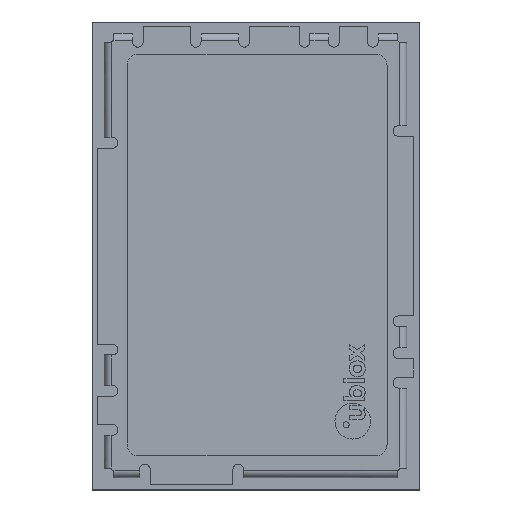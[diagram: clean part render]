
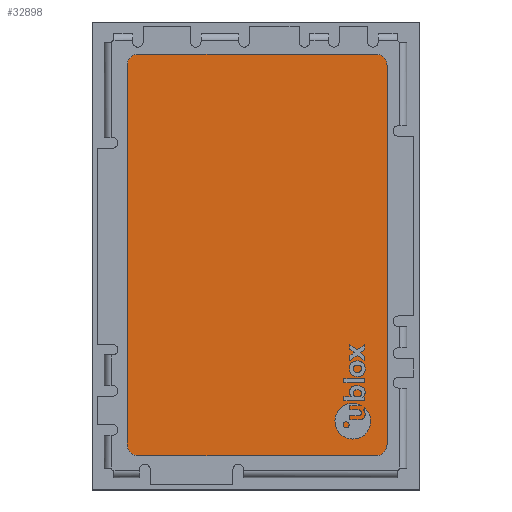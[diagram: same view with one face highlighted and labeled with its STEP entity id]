
A CAD part, top view. The second image highlights one B-rep face of the part: STEP entity #32898.
In plain terms, the highlighted planar face has unit normal (0, 0, 1).
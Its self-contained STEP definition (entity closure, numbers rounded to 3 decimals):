
#35 = CARTESIAN_POINT ( 'NONE',  ( -0.5, 10.5, 0. ) ) ;
#969 = ORIENTED_EDGE ( 'NONE', *, *, #6833, .T. ) ;
#1006 = DIRECTION ( 'NONE',  ( 0., 0., 1. ) ) ;
#1560 = CARTESIAN_POINT ( 'NONE',  ( 16.5, 10.5, 0. ) ) ;
#1622 = EDGE_CURVE ( 'NONE', #30446, #18527, #7994, .T. ) ;
#1624 = EDGE_CURVE ( 'NONE', #34836, #7455, #33800, .T. ) ;
#2709 = VERTEX_POINT ( 'NONE', #11879 ) ;
#2786 = DIRECTION ( 'NONE',  ( 0., -1., 0. ) ) ;
#2887 = CIRCLE ( 'NONE', #22225, 0.5 ) ;
#3516 = DIRECTION ( 'NONE',  ( 1., 0., 0. ) ) ;
#3673 = ORIENTED_EDGE ( 'NONE', *, *, #1624, .T. ) ;
#3833 = DIRECTION ( 'NONE',  ( -1., 0., 0. ) ) ;
#4340 = CARTESIAN_POINT ( 'NONE',  ( 16., 10.5, 0. ) ) ;
#4808 = DIRECTION ( 'NONE',  ( 1., 0., 0. ) ) ;
#5436 = DIRECTION ( 'NONE',  ( 1., 0., 0. ) ) ;
#5684 = AXIS2_PLACEMENT_3D ( 'NONE', #25873, #30947, #23578 ) ;
#5744 = VERTEX_POINT ( 'NONE', #1560 ) ;
#5769 = EDGE_CURVE ( 'NONE', #24609, #5744, #31796, .T. ) ;
#6040 = CARTESIAN_POINT ( 'NONE',  ( 16.5, 0.5, 0. ) ) ;
#6312 = LINE ( 'NONE', #21503, #34667 ) ;
#6519 = CARTESIAN_POINT ( 'NONE',  ( 0., 0.5, 0. ) ) ;
#6833 = EDGE_CURVE ( 'NONE', #2709, #24609, #21347, .T. ) ;
#7394 = EDGE_CURVE ( 'NONE', #7455, #30446, #29935, .T. ) ;
#7455 = VERTEX_POINT ( 'NONE', #17106 ) ;
#7481 = ORIENTED_EDGE ( 'NONE', *, *, #30522, .T. ) ;
#7849 = VERTEX_POINT ( 'NONE', #20551 ) ;
#7994 = CIRCLE ( 'NONE', #21783, 0.5 ) ;
#8558 = VECTOR ( 'NONE', #9349, 1000. ) ;
#9142 = DIRECTION ( 'NONE',  ( 0., 0., 1. ) ) ;
#9206 = CARTESIAN_POINT ( 'NONE',  ( 16., 0.5, 0. ) ) ;
#9265 = DIRECTION ( 'NONE',  ( 1., 0., 0. ) ) ;
#9349 = DIRECTION ( 'NONE',  ( 0., 1., 0. ) ) ;
#9823 = CARTESIAN_POINT ( 'NONE',  ( 16.5, 0.5, 0. ) ) ;
#11086 = ORIENTED_EDGE ( 'NONE', *, *, #1622, .T. ) ;
#11879 = CARTESIAN_POINT ( 'NONE',  ( 16., 0., 0. ) ) ;
#12327 = EDGE_CURVE ( 'NONE', #18527, #2709, #6312, .T. ) ;
#12335 = CARTESIAN_POINT ( 'NONE',  ( 0., 0., 0. ) ) ;
#13279 = DIRECTION ( 'NONE',  ( 0., 0., 1. ) ) ;
#15754 = DIRECTION ( 'NONE',  ( 0., 0., 1. ) ) ;
#16182 = VECTOR ( 'NONE', #3833, 1000. ) ;
#17106 = CARTESIAN_POINT ( 'NONE',  ( -0.5, 10.5, 0. ) ) ;
#17718 = AXIS2_PLACEMENT_3D ( 'NONE', #9206, #13279, #5436 ) ;
#18527 = VERTEX_POINT ( 'NONE', #12335 ) ;
#18619 = DIRECTION ( 'NONE',  ( 1., 0., 0. ) ) ;
#19028 = CARTESIAN_POINT ( 'NONE',  ( -0.5, 0.5, 0. ) ) ;
#20159 = CARTESIAN_POINT ( 'NONE',  ( 16., 11., 0. ) ) ;
#20551 = CARTESIAN_POINT ( 'NONE',  ( 16., 11., 0. ) ) ;
#21301 = EDGE_LOOP ( 'NONE', ( #11086, #33563, #969, #23160, #26352, #7481, #3673, #22399 ) ) ;
#21347 = CIRCLE ( 'NONE', #17718, 0.5 ) ;
#21503 = CARTESIAN_POINT ( 'NONE',  ( 0., 0., 0. ) ) ;
#21532 = FACE_OUTER_BOUND ( 'NONE', #21301, .T. ) ;
#21783 = AXIS2_PLACEMENT_3D ( 'NONE', #6519, #9142, #3516 ) ;
#22225 = AXIS2_PLACEMENT_3D ( 'NONE', #4340, #15754, #18619 ) ;
#22399 = ORIENTED_EDGE ( 'NONE', *, *, #7394, .T. ) ;
#22620 = VECTOR ( 'NONE', #2786, 1000. ) ;
#22985 = CARTESIAN_POINT ( 'NONE',  ( 0., 10.5, 0. ) ) ;
#23160 = ORIENTED_EDGE ( 'NONE', *, *, #5769, .T. ) ;
#23578 = DIRECTION ( 'NONE',  ( 1., 0., 0. ) ) ;
#24609 = VERTEX_POINT ( 'NONE', #6040 ) ;
#25399 = PLANE ( 'NONE',  #5684 ) ;
#25603 = EDGE_CURVE ( 'NONE', #5744, #7849, #2887, .T. ) ;
#25873 = CARTESIAN_POINT ( 'NONE',  ( 0., 0.5, 0. ) ) ;
#26352 = ORIENTED_EDGE ( 'NONE', *, *, #25603, .T. ) ;
#29256 = CARTESIAN_POINT ( 'NONE',  ( 0., 11., 0. ) ) ;
#29908 = LINE ( 'NONE', #20159, #16182 ) ;
#29935 = LINE ( 'NONE', #35, #22620 ) ;
#30446 = VERTEX_POINT ( 'NONE', #19028 ) ;
#30522 = EDGE_CURVE ( 'NONE', #7849, #34836, #29908, .T. ) ;
#30947 = DIRECTION ( 'NONE',  ( 0., 0., 1. ) ) ;
#31008 = AXIS2_PLACEMENT_3D ( 'NONE', #22985, #1006, #9265 ) ;
#31796 = LINE ( 'NONE', #9823, #8558 ) ;
#32898 = ADVANCED_FACE ( 'NONE', ( #21532 ), #25399, .T. ) ;
#33563 = ORIENTED_EDGE ( 'NONE', *, *, #12327, .T. ) ;
#33800 = CIRCLE ( 'NONE', #31008, 0.5 ) ;
#34667 = VECTOR ( 'NONE', #4808, 1000. ) ;
#34836 = VERTEX_POINT ( 'NONE', #29256 ) ;
